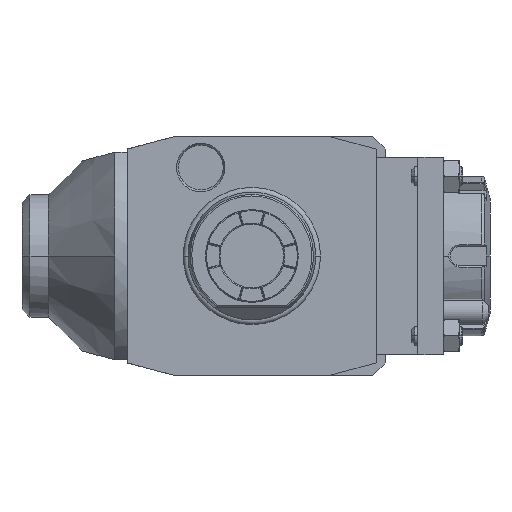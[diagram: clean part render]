
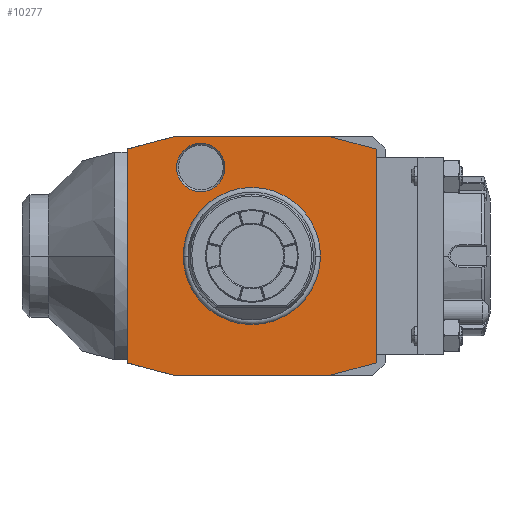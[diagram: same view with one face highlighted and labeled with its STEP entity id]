
A CAD part, front view. The second image highlights one B-rep face of the part: STEP entity #10277.
In plain terms, the highlighted planar face has unit normal (0, -1, 0).
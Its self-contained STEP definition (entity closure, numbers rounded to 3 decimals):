
#1=DIRECTION('',(0.966,0.,-0.259));
#2=VECTOR('',#1,15.529);
#3=CARTESIAN_POINT('',(-39.,0.,-33.481));
#4=LINE('',#3,#2);
#5=DIRECTION('',(0.,0.,-1.));
#6=VECTOR('',#5,66.962);
#7=CARTESIAN_POINT('',(-39.,0.,33.481));
#8=LINE('',#7,#6);
#9=DIRECTION('',(-0.966,0.,-0.259));
#10=VECTOR('',#9,15.529);
#11=CARTESIAN_POINT('',(-24.,0.,37.5));
#12=LINE('',#11,#10);
#13=DIRECTION('',(-1.,0.,0.));
#14=VECTOR('',#13,48.);
#15=CARTESIAN_POINT('',(24.,0.,37.5));
#16=LINE('',#15,#14);
#17=DIRECTION('',(-0.966,0.,0.259));
#18=VECTOR('',#17,15.529);
#19=CARTESIAN_POINT('',(39.,0.,33.481));
#20=LINE('',#19,#18);
#21=DIRECTION('',(0.,0.,1.));
#22=VECTOR('',#21,66.962);
#23=CARTESIAN_POINT('',(39.,0.,-33.481));
#24=LINE('',#23,#22);
#25=DIRECTION('',(0.966,0.,0.259));
#26=VECTOR('',#25,15.529);
#27=CARTESIAN_POINT('',(24.,0.,-37.5));
#28=LINE('',#27,#26);
#29=DIRECTION('',(1.,0.,0.));
#30=VECTOR('',#29,48.);
#31=CARTESIAN_POINT('',(-24.,0.,-37.5));
#32=LINE('',#31,#30);
#33=CARTESIAN_POINT('',(-16.,0.,27.713));
#34=DIRECTION('',(0.,1.,0.));
#35=DIRECTION('',(1.,0.,0.));
#36=AXIS2_PLACEMENT_3D('',#33,#34,#35);
#38=CARTESIAN_POINT('',(-16.,0.,27.713));
#39=DIRECTION('',(0.,1.,0.));
#40=DIRECTION('',(-1.,0.,0.));
#41=AXIS2_PLACEMENT_3D('',#38,#39,#40);
#6929=CARTESIAN_POINT('',(0.,0.,0.));
#6930=DIRECTION('',(0.,-1.,0.));
#6931=DIRECTION('',(1.,0.,0.));
#6932=AXIS2_PLACEMENT_3D('',#6929,#6930,#6931);
#6934=CARTESIAN_POINT('',(0.,0.,0.));
#6935=DIRECTION('',(0.,-1.,0.));
#6936=DIRECTION('',(-1.,0.,0.));
#6937=AXIS2_PLACEMENT_3D('',#6934,#6935,#6936);
#9224=CARTESIAN_POINT('',(-8.423,0.,27.713));
#9225=CARTESIAN_POINT('',(-23.577,0.,27.713));
#9226=VERTEX_POINT('',#9224);
#9227=VERTEX_POINT('',#9225);
#10046=CARTESIAN_POINT('',(-39.,0.,-33.481));
#10047=CARTESIAN_POINT('',(-24.,0.,-37.5));
#10048=VERTEX_POINT('',#10046);
#10049=VERTEX_POINT('',#10047);
#10050=CARTESIAN_POINT('',(24.,0.,-37.5));
#10051=VERTEX_POINT('',#10050);
#10052=CARTESIAN_POINT('',(39.,0.,-33.481));
#10053=VERTEX_POINT('',#10052);
#10054=CARTESIAN_POINT('',(39.,0.,33.481));
#10055=VERTEX_POINT('',#10054);
#10056=CARTESIAN_POINT('',(24.,0.,37.5));
#10057=VERTEX_POINT('',#10056);
#10058=CARTESIAN_POINT('',(-24.,0.,37.5));
#10059=VERTEX_POINT('',#10058);
#10060=CARTESIAN_POINT('',(-39.,0.,33.481));
#10061=VERTEX_POINT('',#10060);
#10110=CARTESIAN_POINT('',(21.137,0.,0.));
#10111=CARTESIAN_POINT('',(-21.137,0.,0.));
#10112=VERTEX_POINT('',#10110);
#10113=VERTEX_POINT('',#10111);
#10242=CARTESIAN_POINT('',(0.,0.,0.));
#10243=DIRECTION('',(0.,-1.,0.));
#10244=DIRECTION('',(-1.,0.,0.));
#10245=AXIS2_PLACEMENT_3D('',#10242,#10243,#10244);
#10246=PLANE('',#10245);
#10248=ORIENTED_EDGE('',*,*,#10247,.F.);
#10250=ORIENTED_EDGE('',*,*,#10249,.F.);
#10252=ORIENTED_EDGE('',*,*,#10251,.F.);
#10254=ORIENTED_EDGE('',*,*,#10253,.F.);
#10256=ORIENTED_EDGE('',*,*,#10255,.F.);
#10258=ORIENTED_EDGE('',*,*,#10257,.F.);
#10260=ORIENTED_EDGE('',*,*,#10259,.F.);
#10262=ORIENTED_EDGE('',*,*,#10261,.F.);
#10263=EDGE_LOOP('',(#10248,#10250,#10252,#10254,#10256,#10258,#10260,#10262));
#10264=FACE_OUTER_BOUND('',#10263,.F.);
#10266=ORIENTED_EDGE('',*,*,#10265,.T.);
#10268=ORIENTED_EDGE('',*,*,#10267,.T.);
#10269=EDGE_LOOP('',(#10266,#10268));
#10270=FACE_BOUND('',#10269,.F.);
#10272=ORIENTED_EDGE('',*,*,#10271,.F.);
#10274=ORIENTED_EDGE('',*,*,#10273,.F.);
#10275=EDGE_LOOP('',(#10272,#10274));
#10276=FACE_BOUND('',#10275,.F.);
#37=CIRCLE('',#36,7.577);
#42=CIRCLE('',#41,7.577);
#6933=CIRCLE('',#6932,21.137);
#6938=CIRCLE('',#6937,21.137);
#10247=EDGE_CURVE('',#10048,#10049,#4,.T.);
#10249=EDGE_CURVE('',#10061,#10048,#8,.T.);
#10251=EDGE_CURVE('',#10059,#10061,#12,.T.);
#10253=EDGE_CURVE('',#10057,#10059,#16,.T.);
#10255=EDGE_CURVE('',#10055,#10057,#20,.T.);
#10257=EDGE_CURVE('',#10053,#10055,#24,.T.);
#10259=EDGE_CURVE('',#10051,#10053,#28,.T.);
#10261=EDGE_CURVE('',#10049,#10051,#32,.T.);
#10265=EDGE_CURVE('',#10112,#10113,#6933,.T.);
#10267=EDGE_CURVE('',#10113,#10112,#6938,.T.);
#10271=EDGE_CURVE('',#9226,#9227,#37,.T.);
#10273=EDGE_CURVE('',#9227,#9226,#42,.T.);
#10277=ADVANCED_FACE('',(#10264,#10270,#10276),#10246,.T.);
